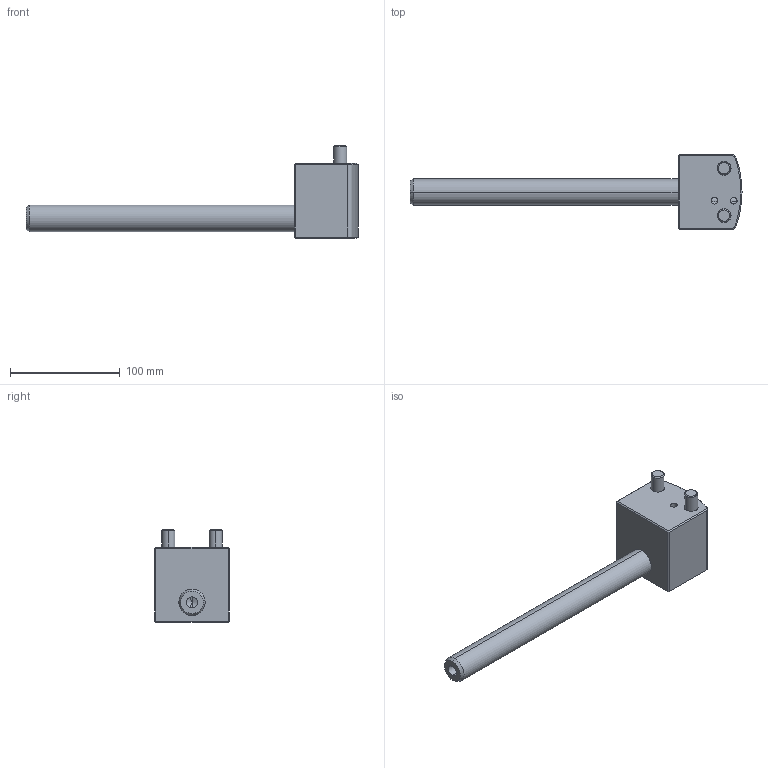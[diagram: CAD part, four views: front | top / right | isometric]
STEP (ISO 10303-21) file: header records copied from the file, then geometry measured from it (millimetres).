
FILE_DESCRIPTION(('no description'),'unknown implementation level');
FILE_NAME('30C4AADD-86D6-4A5C-A1F7-0D810194AD2F_export.stp',' ',('CIMSOURCE GmbH'),('CADClick - KiM GmbH - www.kimweb.de'),'unknown preprocess','ACIS','unknown authorization');
FILE_SCHEMA(('automotive_design'));
Length unit declared in the file: millimetre
Products named in the file (4): 318.442 Kaiser �1110-1530|690.991 Kaiser Zyl-Schr In-6kt DIN912-M12x70;Verrundung1; 318.442 Kaiser �1110-1530|318.452 Kaiser KMR 1110-1530;Fase1; 318.442 Kaiser �1110-1530|318.450 Kaiser KMRA 620-3000;Schnitt-Rotation13
Bounding box: 302 x 68 x 84 mm (x, y, z)
Volume: 337277.4 mm3; surface area: 70849.5 mm2
Topology: 4 solids, 4 shells, 131 faces, 290 edges, 172 vertices
Faces by surface type: plane 56, cylinder 42, cone 29, torus 4
Entity records: 7104 total; most frequent: CARTESIAN_POINT 717, DIRECTION 674, STYLED_ITEM 591, PRESENTATION_STYLE_ASSIGNMENT 591, COLOUR_RGB 591, ORIENTED_EDGE 568, EDGE_CURVE 284, CURVE_STYLE 284
